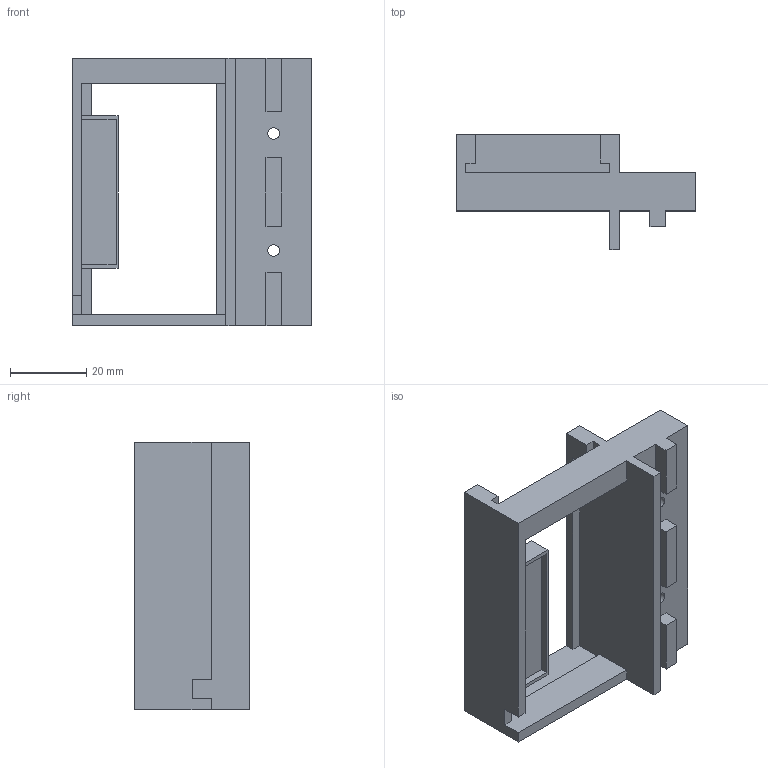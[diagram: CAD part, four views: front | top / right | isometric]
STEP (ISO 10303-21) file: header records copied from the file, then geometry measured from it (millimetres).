
FILE_DESCRIPTION(/* description */ ('','CAx-IF Rec.Pracs.---Representation and Presentation of Product Manufacturing Information (PMI)---4.0---2014-10-13'),/* implementation_level */ '2;1');
FILE_NAME(/* name */ 'Zero G Mercury One.1 Nozzle Wiper Mount v5.step',/* time_stamp */ '2024-12-09T17:14:53-06:00',/* author */ (''),/* organization */ (''),/* preprocessor_version */ 'ST-DEVELOPER v20',/* originating_system */ 'Autodesk Translation Framework v13.20.0.188',/* authorisation */ '');
FILE_SCHEMA (('AP242_MANAGED_MODEL_BASED_3D_ENGINEERING_MIM_LF { 1 0 10303 442 1 1 4 }'));
Length unit declared in the file: millimetre
Products named in the file (1): Zero G Mercury One.1 Nozzle Wiper + Poop Chute
Bounding box: 62.7 x 30 x 70 mm (x, y, z)
Volume: 30090.4 mm3; surface area: 16349.8 mm2
Topology: 1 solids, 1 shells, 59 faces, 162 edges, 107 vertices
Faces by surface type: plane 55, cylinder 4
Full cylindrical faces by diameter (mm): 3 x2, 6 x2
Entity records: 1885 total; most frequent: CARTESIAN_POINT 329, ORIENTED_EDGE 324, DIRECTION 290, EDGE_CURVE 162, LINE 154, VECTOR 154, VERTEX_POINT 107, AXIS2_PLACEMENT_3D 68
